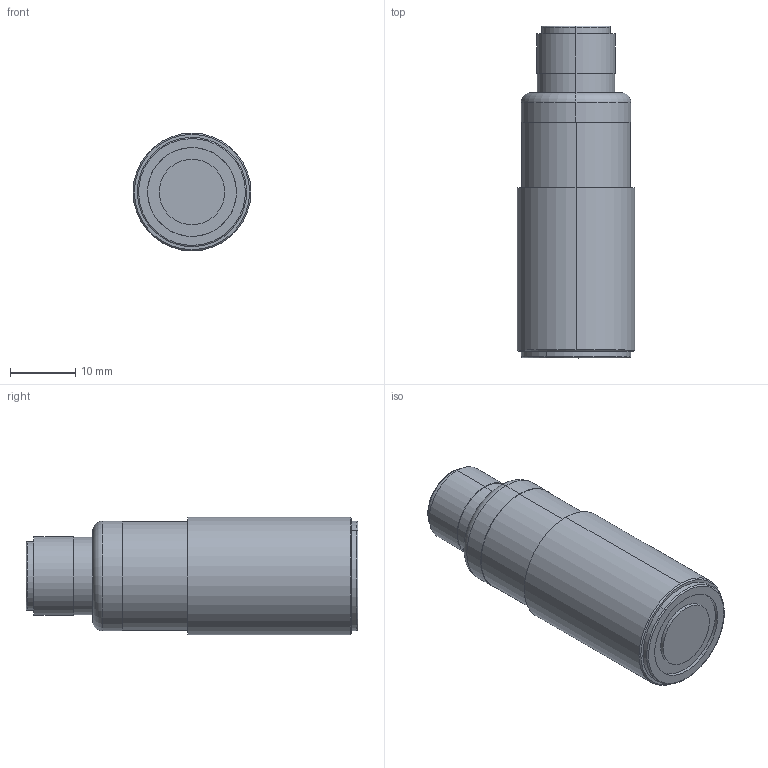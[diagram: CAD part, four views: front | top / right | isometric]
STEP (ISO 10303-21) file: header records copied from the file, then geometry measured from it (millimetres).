
FILE_DESCRIPTION (( 'STEP AP214' ), '1' );
FILE_NAME ('UKS350-M18总长50，螺纹25.STEP', '2024-10-29T05:09:48', ( '' ), ( '' ), 'SwSTEP 2.0', 'SolidWorks 2023', '' );
FILE_SCHEMA (( 'AUTOMOTIVE_DESIGN' ));
Length unit declared in the file: millimetre
Products named in the file (20): ______________-1.STEP; 18____D18L35-M.STEP; D18____________-________.STEP; D18____ - ____.STEP; D18________.STEP; D18____ - ______.STEP; UKS350-M18总长50，螺纹25.STEP; D18______.STEP; D18-PCB__.STEP; __________(DKA) .STEP; M12____-______.STEP; D18____.STEP; D18-200k________.STEP; ______________.STEP; M12____-______-1.STEP; D18______-2.STEP; M12____-____-0.STEP; M12____-____.STEP; UKS350-M18总长50，螺纹25; ____MN______.STEP
Assembly tree (21 placements, depth 5):
  UKS350-M18总长50，螺纹25
    UKS350-M18总长50，螺纹25.STEP
      ______________.STEP
        ______________-1.STEP
          M12____-____.STEP
          M12____-____-0.STEP  x3
          M12____-______.STEP
        D18____________-________.STEP
        M12____-______-1.STEP
      __________(DKA) .STEP
        D18______.STEP
        D18-200k________.STEP
        D18-PCB__.STEP
        D18______-2.STEP
        D18____ - ____.STEP
        D18____ - ______.STEP
        D18____.STEP
        D18________.STEP
      18____D18L35-M.STEP
      ____MN______.STEP
Bounding box: 18 x 50.7 x 18 mm (x, y, z)
Volume: 4901.5 mm3; surface area: 10059.5 mm2
Topology: 20 solids, 20 shells, 376 faces, 860 edges, 550 vertices
Faces by surface type: plane 178, cylinder 122, torus 49, cone 15, bspline 12
Entity records: 11139 total; most frequent: CARTESIAN_POINT 2226, DIRECTION 1841, ORIENTED_EDGE 1632, EDGE_CURVE 816, AXIS2_PLACEMENT_3D 695, VERTEX_POINT 526, VECTOR 451, LINE 451
